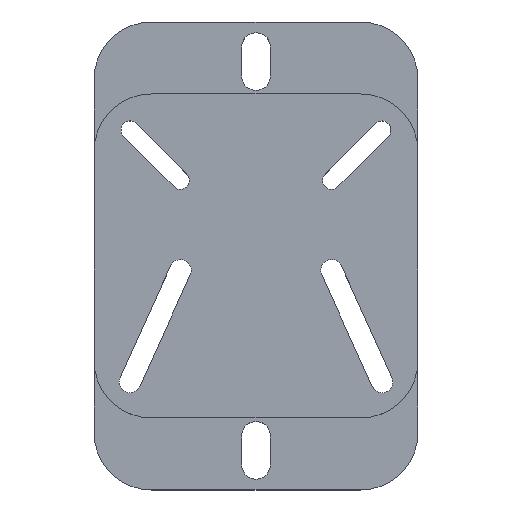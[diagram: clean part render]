
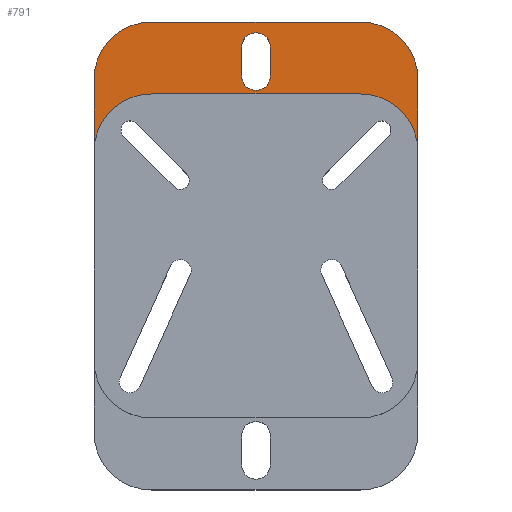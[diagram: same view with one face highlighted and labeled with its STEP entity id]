
A CAD part, top view. The second image highlights one B-rep face of the part: STEP entity #791.
In plain terms, the highlighted planar face has unit normal (0, 0, 1).
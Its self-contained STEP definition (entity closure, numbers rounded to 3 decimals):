
#6 = CARTESIAN_POINT ( 'NONE',  ( -22.5, 19.5, 4. ) ) ;
#26 = DIRECTION ( 'NONE',  ( 0., 1., 0. ) ) ;
#40 = EDGE_CURVE ( 'NONE', #667, #1518, #789, .T. ) ;
#55 = VERTEX_POINT ( 'NONE', #774 ) ;
#122 = CIRCLE ( 'NONE', #1261, 8. ) ;
#149 = EDGE_CURVE ( 'NONE', #1288, #600, #1228, .T. ) ;
#153 = FACE_OUTER_BOUND ( 'NONE', #1302, .T. ) ;
#169 = AXIS2_PLACEMENT_3D ( 'NONE', #810, #780, #1381 ) ;
#191 = VECTOR ( 'NONE', #1542, 1000. ) ;
#208 = EDGE_CURVE ( 'NONE', #1734, #658, #122, .T. ) ;
#248 = LINE ( 'NONE', #262, #1540 ) ;
#259 = LINE ( 'NONE', #1626, #1379 ) ;
#262 = CARTESIAN_POINT ( 'NONE',  ( -22.5, 0., 4. ) ) ;
#277 = CIRCLE ( 'NONE', #1373, 8. ) ;
#287 = ORIENTED_EDGE ( 'NONE', *, *, #40, .F. ) ;
#299 = CARTESIAN_POINT ( 'NONE',  ( 2., 24., 4. ) ) ;
#312 = PLANE ( 'NONE',  #775 ) ;
#321 = CARTESIAN_POINT ( 'NONE',  ( 22.5, 19.5, 4. ) ) ;
#323 = ORIENTED_EDGE ( 'NONE', *, *, #443, .F. ) ;
#337 = LINE ( 'NONE', #1063, #1601 ) ;
#371 = CARTESIAN_POINT ( 'NONE',  ( -14.5, 27.5, 4. ) ) ;
#380 = AXIS2_PLACEMENT_3D ( 'NONE', #562, #1122, #1144 ) ;
#414 = DIRECTION ( 'NONE',  ( 1., 0., 0. ) ) ;
#425 = EDGE_CURVE ( 'NONE', #590, #1288, #1555, .T. ) ;
#427 = DIRECTION ( 'NONE',  ( 0., 0., 1. ) ) ;
#443 = EDGE_CURVE ( 'NONE', #1148, #1152, #1513, .T. ) ;
#522 = CARTESIAN_POINT ( 'NONE',  ( 0., 20., 4. ) ) ;
#554 = EDGE_CURVE ( 'NONE', #55, #658, #1905, .T. ) ;
#562 = CARTESIAN_POINT ( 'NONE',  ( 14.5, 19.5, 4. ) ) ;
#590 = VERTEX_POINT ( 'NONE', #988 ) ;
#600 = VERTEX_POINT ( 'NONE', #1718 ) ;
#649 = EDGE_CURVE ( 'NONE', #1734, #674, #248, .T. ) ;
#658 = VERTEX_POINT ( 'NONE', #859 ) ;
#667 = VERTEX_POINT ( 'NONE', #1167 ) ;
#672 = EDGE_CURVE ( 'NONE', #55, #590, #848, .T. ) ;
#674 = VERTEX_POINT ( 'NONE', #6 ) ;
#704 = CARTESIAN_POINT ( 'NONE',  ( -14.5, 9.5, 4. ) ) ;
#710 = DIRECTION ( 'NONE',  ( 1., 0., 0. ) ) ;
#723 = EDGE_CURVE ( 'NONE', #1813, #674, #277, .T. ) ;
#734 = ORIENTED_EDGE ( 'NONE', *, *, #554, .F. ) ;
#774 = CARTESIAN_POINT ( 'NONE',  ( 14.5, 17.5, 4. ) ) ;
#775 = AXIS2_PLACEMENT_3D ( 'NONE', #910, #427, #710 ) ;
#780 = DIRECTION ( 'NONE',  ( 0., 0., 1. ) ) ;
#789 = CIRCLE ( 'NONE', #1476, 2. ) ;
#791 = ADVANCED_FACE ( 'NONE', ( #1187, #153 ), #312, .T. ) ;
#795 = CARTESIAN_POINT ( 'NONE',  ( -22.5, 9.5, 4. ) ) ;
#810 = CARTESIAN_POINT ( 'NONE',  ( 0., 24., 4. ) ) ;
#820 = DIRECTION ( 'NONE',  ( -1., 0., 0. ) ) ;
#836 = EDGE_LOOP ( 'NONE', ( #287, #1042, #323, #1582 ) ) ;
#845 = DIRECTION ( 'NONE',  ( 0., 1., 0. ) ) ;
#848 = CIRCLE ( 'NONE', #1100, 8. ) ;
#859 = CARTESIAN_POINT ( 'NONE',  ( -14.5, 17.5, 4. ) ) ;
#890 = CARTESIAN_POINT ( 'NONE',  ( 14.5, 9.5, 4. ) ) ;
#910 = CARTESIAN_POINT ( 'NONE',  ( 0., 0., 4. ) ) ;
#932 = CARTESIAN_POINT ( 'NONE',  ( -2., 0., 4. ) ) ;
#988 = CARTESIAN_POINT ( 'NONE',  ( 22.5, 9.5, 4. ) ) ;
#1042 = ORIENTED_EDGE ( 'NONE', *, *, #1247, .F. ) ;
#1063 = CARTESIAN_POINT ( 'NONE',  ( 2., 0., 4. ) ) ;
#1100 = AXIS2_PLACEMENT_3D ( 'NONE', #890, #1484, #1348 ) ;
#1105 = EDGE_CURVE ( 'NONE', #600, #1813, #259, .T. ) ;
#1115 = DIRECTION ( 'NONE',  ( 0., 0., 1. ) ) ;
#1122 = DIRECTION ( 'NONE',  ( 0., 0., 1. ) ) ;
#1144 = DIRECTION ( 'NONE',  ( 1., 0., 0. ) ) ;
#1148 = VERTEX_POINT ( 'NONE', #299 ) ;
#1152 = VERTEX_POINT ( 'NONE', #1305 ) ;
#1167 = CARTESIAN_POINT ( 'NONE',  ( -2., 20., 4. ) ) ;
#1187 = FACE_BOUND ( 'NONE', #836, .T. ) ;
#1199 = VECTOR ( 'NONE', #26, 1000. ) ;
#1201 = DIRECTION ( 'NONE',  ( 0., 0., 1. ) ) ;
#1228 = CIRCLE ( 'NONE', #380, 8. ) ;
#1242 = CARTESIAN_POINT ( 'NONE',  ( 22.5, 0., 4. ) ) ;
#1247 = EDGE_CURVE ( 'NONE', #1152, #667, #1657, .T. ) ;
#1258 = CARTESIAN_POINT ( 'NONE',  ( 0., 17.5, 4. ) ) ;
#1261 = AXIS2_PLACEMENT_3D ( 'NONE', #704, #1291, #414 ) ;
#1288 = VERTEX_POINT ( 'NONE', #321 ) ;
#1291 = DIRECTION ( 'NONE',  ( 0., 0., -1. ) ) ;
#1302 = EDGE_LOOP ( 'NONE', ( #1534, #1787, #1672, #1565, #734, #1471, #1504, #1520 ) ) ;
#1303 = EDGE_CURVE ( 'NONE', #1148, #1518, #337, .T. ) ;
#1305 = CARTESIAN_POINT ( 'NONE',  ( -2., 24., 4. ) ) ;
#1348 = DIRECTION ( 'NONE',  ( 1., 0., 0. ) ) ;
#1373 = AXIS2_PLACEMENT_3D ( 'NONE', #1798, #1201, #1465 ) ;
#1379 = VECTOR ( 'NONE', #1766, 1000. ) ;
#1381 = DIRECTION ( 'NONE',  ( 1., 0., 0. ) ) ;
#1384 = DIRECTION ( 'NONE',  ( 1., 0., 0. ) ) ;
#1385 = VECTOR ( 'NONE', #820, 1000. ) ;
#1460 = CARTESIAN_POINT ( 'NONE',  ( 2., 20., 4. ) ) ;
#1465 = DIRECTION ( 'NONE',  ( 1., 0., 0. ) ) ;
#1471 = ORIENTED_EDGE ( 'NONE', *, *, #672, .T. ) ;
#1476 = AXIS2_PLACEMENT_3D ( 'NONE', #522, #1115, #1384 ) ;
#1484 = DIRECTION ( 'NONE',  ( 0., 0., -1. ) ) ;
#1504 = ORIENTED_EDGE ( 'NONE', *, *, #425, .T. ) ;
#1513 = CIRCLE ( 'NONE', #169, 2. ) ;
#1518 = VERTEX_POINT ( 'NONE', #1460 ) ;
#1520 = ORIENTED_EDGE ( 'NONE', *, *, #149, .T. ) ;
#1530 = DIRECTION ( 'NONE',  ( 0., -1., 0. ) ) ;
#1534 = ORIENTED_EDGE ( 'NONE', *, *, #1105, .T. ) ;
#1540 = VECTOR ( 'NONE', #845, 1000. ) ;
#1542 = DIRECTION ( 'NONE',  ( 0., -1., 0. ) ) ;
#1555 = LINE ( 'NONE', #1242, #1199 ) ;
#1565 = ORIENTED_EDGE ( 'NONE', *, *, #208, .T. ) ;
#1582 = ORIENTED_EDGE ( 'NONE', *, *, #1303, .T. ) ;
#1601 = VECTOR ( 'NONE', #1530, 1000. ) ;
#1626 = CARTESIAN_POINT ( 'NONE',  ( 0., 27.5, 4. ) ) ;
#1657 = LINE ( 'NONE', #932, #191 ) ;
#1672 = ORIENTED_EDGE ( 'NONE', *, *, #649, .F. ) ;
#1718 = CARTESIAN_POINT ( 'NONE',  ( 14.5, 27.5, 4. ) ) ;
#1734 = VERTEX_POINT ( 'NONE', #795 ) ;
#1766 = DIRECTION ( 'NONE',  ( -1., 0., 0. ) ) ;
#1787 = ORIENTED_EDGE ( 'NONE', *, *, #723, .T. ) ;
#1798 = CARTESIAN_POINT ( 'NONE',  ( -14.5, 19.5, 4. ) ) ;
#1813 = VERTEX_POINT ( 'NONE', #371 ) ;
#1905 = LINE ( 'NONE', #1258, #1385 ) ;
